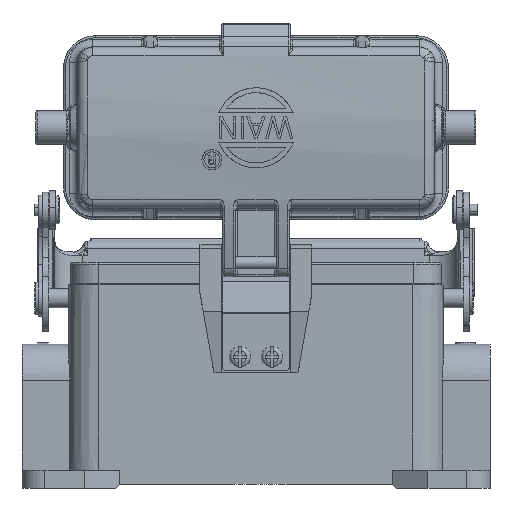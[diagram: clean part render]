
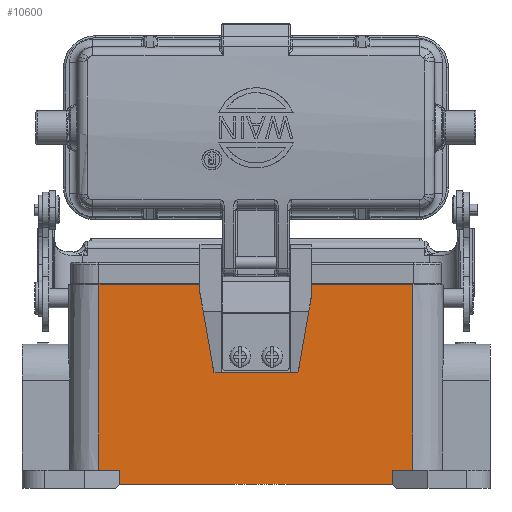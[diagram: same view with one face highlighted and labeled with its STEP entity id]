
A CAD part, front view. The second image highlights one B-rep face of the part: STEP entity #10600.
In plain terms, the highlighted planar face has unit normal (0, -1, 0.009).
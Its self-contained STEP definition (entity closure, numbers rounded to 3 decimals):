
#477=FACE_BOUND('',#14904,.T.);
#478=FACE_BOUND('',#14905,.T.);
#479=FACE_BOUND('',#14906,.T.);
#3508=PLANE('',#39087);
#5509=LINE('',#60099,#8026);
#5510=LINE('',#60101,#8027);
#5522=LINE('',#60144,#8039);
#5527=LINE('',#60167,#8044);
#5534=LINE('',#60202,#8051);
#5563=LINE('',#60277,#8080);
#5566=LINE('',#60291,#8083);
#5573=LINE('',#60307,#8090);
#5707=LINE('',#60819,#8224);
#5720=LINE('',#60851,#8237);
#5722=LINE('',#60855,#8239);
#5723=LINE('',#60861,#8240);
#8026=VECTOR('',#43238,1.);
#8027=VECTOR('',#43241,1.);
#8039=VECTOR('',#43265,1.);
#8044=VECTOR('',#43278,1.);
#8051=VECTOR('',#43297,1.);
#8080=VECTOR('',#43370,1.);
#8083=VECTOR('',#43387,1.);
#8090=VECTOR('',#43398,1.);
#8224=VECTOR('',#43682,1.);
#8237=VECTOR('',#43715,1.);
#8239=VECTOR('',#43719,1.);
#8240=VECTOR('',#43726,1.);
#10600=ADVANCED_FACE('',(#477,#478,#479),#3508,.T.);
#14904=EDGE_LOOP('',(#19040));
#14905=EDGE_LOOP('',(#19041));
#14906=EDGE_LOOP('',(#19042,#19043,#19044,#19045,#19046,#19047,#19048,#19049,
#19050,#19051,#19052,#19053));
#19040=ORIENTED_EDGE('',*,*,#32727,.F.);
#19041=ORIENTED_EDGE('',*,*,#32728,.F.);
#19042=ORIENTED_EDGE('',*,*,#32724,.T.);
#19043=ORIENTED_EDGE('',*,*,#32708,.T.);
#19044=ORIENTED_EDGE('',*,*,#32526,.F.);
#19045=ORIENTED_EDGE('',*,*,#32518,.T.);
#19046=ORIENTED_EDGE('',*,*,#32511,.F.);
#19047=ORIENTED_EDGE('',*,*,#32729,.T.);
#19048=ORIENTED_EDGE('',*,*,#32473,.F.);
#19049=ORIENTED_EDGE('',*,*,#32461,.T.);
#19050=ORIENTED_EDGE('',*,*,#32452,.T.);
#19051=ORIENTED_EDGE('',*,*,#32436,.T.);
#19052=ORIENTED_EDGE('',*,*,#32435,.F.);
#19053=ORIENTED_EDGE('',*,*,#32726,.F.);
#28522=VERTEX_POINT('',#60096);
#28523=VERTEX_POINT('',#60098);
#28524=VERTEX_POINT('',#60102);
#28537=VERTEX_POINT('',#60145);
#28543=VERTEX_POINT('',#60168);
#28553=VERTEX_POINT('',#60203);
#28574=VERTEX_POINT('',#60272);
#28576=VERTEX_POINT('',#60276);
#28581=VERTEX_POINT('',#60292);
#28588=VERTEX_POINT('',#60308);
#28708=VERTEX_POINT('',#60820);
#28717=VERTEX_POINT('',#60852);
#28718=VERTEX_POINT('',#60858);
#28719=VERTEX_POINT('',#60860);
#32435=EDGE_CURVE('',#28523,#28522,#5509,.T.);
#32436=EDGE_CURVE('',#28524,#28522,#5510,.T.);
#32452=EDGE_CURVE('',#28537,#28524,#5522,.T.);
#32461=EDGE_CURVE('',#28543,#28537,#5527,.T.);
#32473=EDGE_CURVE('',#28543,#28553,#5534,.T.);
#32511=EDGE_CURVE('',#28576,#28574,#5563,.T.);
#32518=EDGE_CURVE('',#28581,#28574,#5566,.T.);
#32526=EDGE_CURVE('',#28581,#28588,#5573,.T.);
#32708=EDGE_CURVE('',#28708,#28588,#5707,.T.);
#32724=EDGE_CURVE('',#28717,#28708,#5720,.T.);
#32726=EDGE_CURVE('',#28717,#28523,#5722,.T.);
#32727=EDGE_CURVE('',#28718,#28718,#37417,.T.);
#32728=EDGE_CURVE('',#28719,#28719,#37418,.T.);
#32729=EDGE_CURVE('',#28576,#28553,#5723,.T.);
#37417=CIRCLE('',#39085,1.5);
#37418=CIRCLE('',#39086,1.5);
#39085=AXIS2_PLACEMENT_3D('',#60857,#43722,#43723);
#39086=AXIS2_PLACEMENT_3D('',#60859,#43724,#43725);
#39087=AXIS2_PLACEMENT_3D('',#60862,#43727,#43728);
#43238=DIRECTION('',(1.,0.,0.));
#43241=DIRECTION('',(0.,-0.009,-1.));
#43265=DIRECTION('',(-1.,0.,0.));
#43278=DIRECTION('',(0.,0.009,1.));
#43297=DIRECTION('',(-1.,0.,0.));
#43370=DIRECTION('',(-1.,0.,0.));
#43387=DIRECTION('',(0.,-0.009,-1.));
#43398=DIRECTION('',(-1.,0.,0.));
#43682=DIRECTION('',(0.,-0.009,-1.));
#43715=DIRECTION('',(-1.,0.,0.));
#43719=DIRECTION('',(0.,-0.009,-1.));
#43722=DIRECTION('',(0.,-1.,0.009));
#43723=DIRECTION('',(1.,0.,0.));
#43724=DIRECTION('',(0.,-1.,0.009));
#43725=DIRECTION('',(1.,0.,0.));
#43726=DIRECTION('',(0.,0.009,1.));
#43727=DIRECTION('',(0.,-1.,0.009));
#43728=DIRECTION('',(-1.,0.,0.));
#60096=CARTESIAN_POINT('',(1.6,-21.526,21.5));
#60098=CARTESIAN_POINT('',(-1.6,-21.526,21.5));
#60099=CARTESIAN_POINT('',(-1.6,-21.526,21.5));
#60101=CARTESIAN_POINT('',(1.6,-21.5,24.5));
#60102=CARTESIAN_POINT('',(1.6,-21.5,24.5));
#60144=CARTESIAN_POINT('',(39.25,-21.5,24.5));
#60145=CARTESIAN_POINT('',(39.25,-21.5,24.5));
#60167=CARTESIAN_POINT('',(39.25,-21.906,-22.));
#60168=CARTESIAN_POINT('',(39.25,-21.906,-22.));
#60202=CARTESIAN_POINT('',(39.25,-21.906,-22.));
#60203=CARTESIAN_POINT('',(34.,-21.906,-22.));
#60272=CARTESIAN_POINT('',(-34.,-21.936,-25.5));
#60276=CARTESIAN_POINT('',(34.,-21.936,-25.5));
#60277=CARTESIAN_POINT('',(34.,-21.936,-25.5));
#60291=CARTESIAN_POINT('',(-34.,-21.906,-22.));
#60292=CARTESIAN_POINT('',(-34.,-21.906,-22.));
#60307=CARTESIAN_POINT('',(-34.,-21.906,-22.));
#60308=CARTESIAN_POINT('',(-39.25,-21.906,-22.));
#60819=CARTESIAN_POINT('',(-39.25,-21.5,24.5));
#60820=CARTESIAN_POINT('',(-39.25,-21.5,24.5));
#60851=CARTESIAN_POINT('',(-1.6,-21.5,24.5));
#60852=CARTESIAN_POINT('',(-1.6,-21.5,24.5));
#60855=CARTESIAN_POINT('',(-1.6,-21.5,24.5));
#60857=CARTESIAN_POINT('',(4.,-21.66,6.212));
#60858=CARTESIAN_POINT('',(5.5,-21.66,6.212));
#60859=CARTESIAN_POINT('',(-4.,-21.66,6.212));
#60860=CARTESIAN_POINT('',(-2.5,-21.66,6.212));
#60861=CARTESIAN_POINT('',(34.,-21.936,-25.5));
#60862=CARTESIAN_POINT('',(-41.628,-21.5,24.5));
